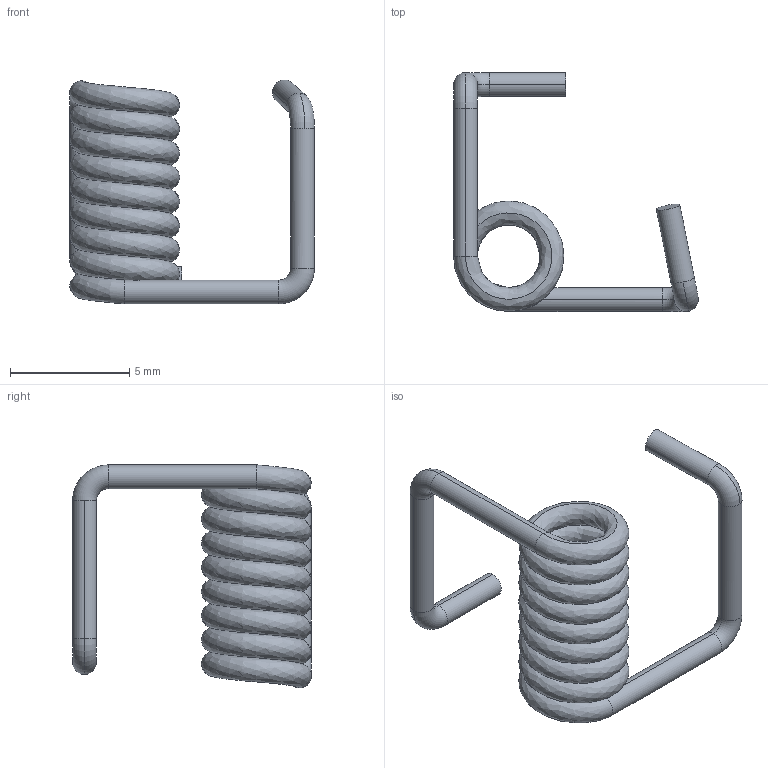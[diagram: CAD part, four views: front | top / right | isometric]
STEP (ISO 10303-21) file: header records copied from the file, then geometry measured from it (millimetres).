
FILE_DESCRIPTION (( 'STEP AP214' ), '1' );
FILE_NAME ('栖闉罻2.STEP', '2022-04-01T12:40:45', ( '砐錪賧瘔蠈錪 Windows' ), ( '' ), 'SwSTEP 2.0', 'SolidWorks 2021', '' );
FILE_SCHEMA (( 'AUTOMOTIVE_DESIGN' ));
Length unit declared in the file: millimetre
Products named in the file (2): A603 Çàæèì äëÿ ðåìíÿ; 栖闉罻2
Assembly tree (1 placements, depth 2):
  栖闉罻2
    A603 Çàæèì äëÿ ðåìíÿ
Bounding box: 10.26 x 10.01 x 9.39 mm (x, y, z)
Volume: 102.4 mm3; surface area: 411.5 mm2
Topology: 1 solids, 1 shells, 24 faces, 64 edges, 38 vertices
Faces by surface type: cylinder 12, torus 8, bspline 2, plane 2
Entity records: 2607 total; most frequent: CARTESIAN_POINT 1945, DIRECTION 142, ORIENTED_EDGE 128, EDGE_CURVE 64, AXIS2_PLACEMENT_3D 64, CIRCLE 38, VERTEX_POINT 38, FACE_OUTER_BOUND 24
